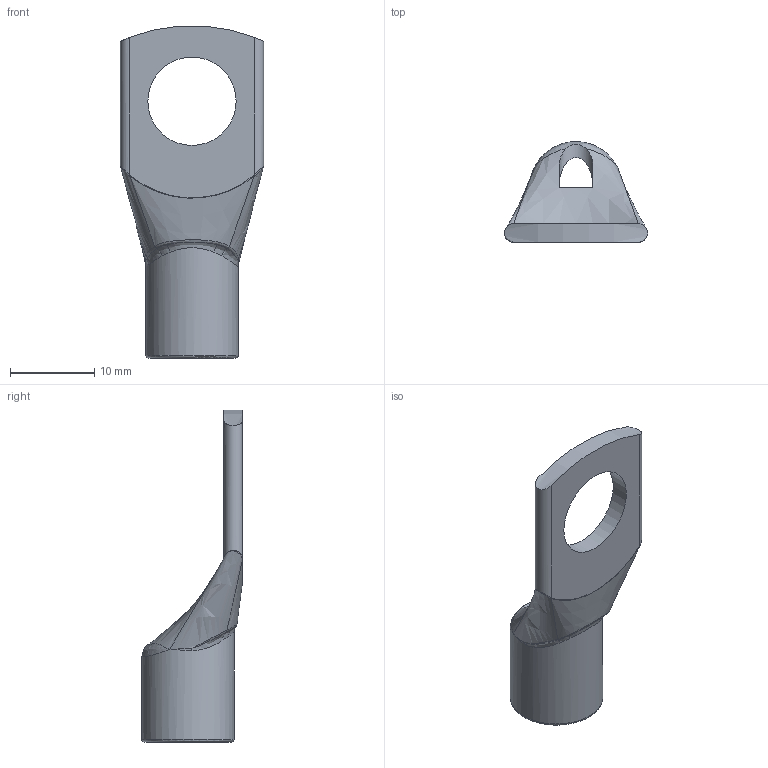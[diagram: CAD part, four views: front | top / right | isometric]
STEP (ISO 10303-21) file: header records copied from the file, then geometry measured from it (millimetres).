
FILE_DESCRIPTION((''),'2;1');
FILE_NAME('PK25-10.stp','2016-02-12T07:49:24',(''),(''),'Autodesk Inventor 2010','Autodesk Inventor 2010','');
FILE_SCHEMA(('AUTOMOTIVE_DESIGN { 1 0 10303 214 1 1 1 1 }'));
Length unit declared in the file: millimetre
Products named in the file (1): PK25-10
Bounding box: 17 x 12 x 39.44 mm (x, y, z)
Volume: 1457.5 mm3; surface area: 1794.8 mm2
Topology: 1 solids, 1 shells, 183 faces, 498 edges, 322 vertices
Faces by surface type: plane 84, bspline 60, cylinder 37, torus 1, cone 1
Full cylindrical faces by diameter (mm): 8 x1, 10.5 x1, 11 x1
Entity records: 6971 total; most frequent: CARTESIAN_POINT 2719, ORIENTED_EDGE 970, DIRECTION 703, EDGE_CURVE 485, VERTEX_POINT 320, VECTOR 271, LINE 271, AXIS2_PLACEMENT_3D 216
